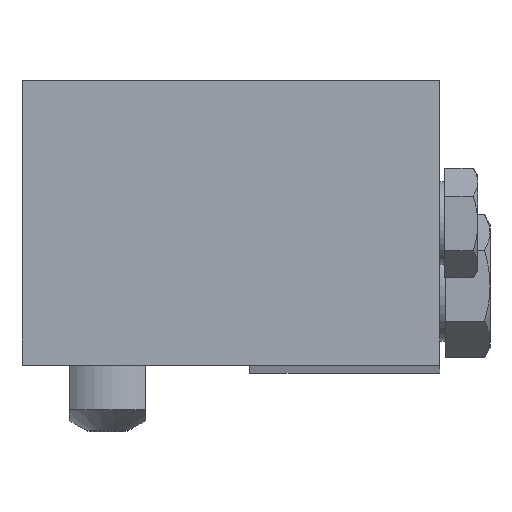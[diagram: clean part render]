
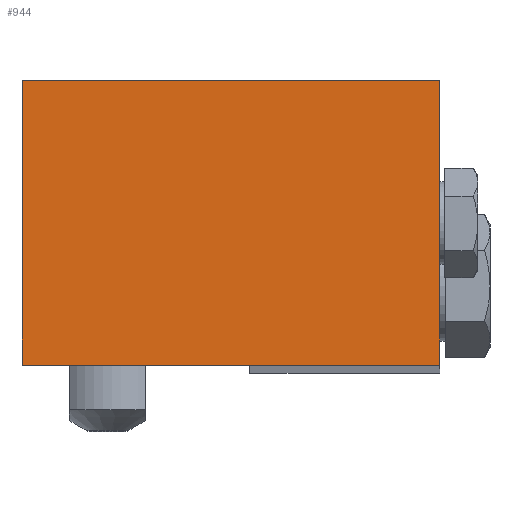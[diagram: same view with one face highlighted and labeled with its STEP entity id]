
A CAD part, top view. The second image highlights one B-rep face of the part: STEP entity #944.
In plain terms, the highlighted planar face has unit normal (0, 0, 1).
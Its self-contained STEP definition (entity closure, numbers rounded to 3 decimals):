
#105=FACE_OUTER_BOUND('',#161,.T.);
#161=EDGE_LOOP('',(#589,#590,#591,#592));
#227=LINE('',#1366,#300);
#228=LINE('',#1368,#301);
#229=LINE('',#1370,#302);
#230=LINE('',#1371,#303);
#300=VECTOR('',#1115,10.);
#301=VECTOR('',#1116,10.);
#302=VECTOR('',#1117,10.);
#303=VECTOR('',#1118,10.);
#373=VERTEX_POINT('',#1364);
#374=VERTEX_POINT('',#1365);
#375=VERTEX_POINT('',#1367);
#376=VERTEX_POINT('',#1369);
#457=EDGE_CURVE('',#373,#374,#227,.T.);
#458=EDGE_CURVE('',#375,#373,#228,.T.);
#459=EDGE_CURVE('',#376,#375,#229,.T.);
#460=EDGE_CURVE('',#374,#376,#230,.T.);
#589=ORIENTED_EDGE('',*,*,#457,.F.);
#590=ORIENTED_EDGE('',*,*,#458,.F.);
#591=ORIENTED_EDGE('',*,*,#459,.F.);
#592=ORIENTED_EDGE('',*,*,#460,.F.);
#853=PLANE('',#1023);
#944=ADVANCED_FACE('',(#105),#853,.T.);
#1023=AXIS2_PLACEMENT_3D('',#1363,#1113,#1114);
#1113=DIRECTION('center_axis',(0.,0.,1.));
#1114=DIRECTION('ref_axis',(1.,0.,0.));
#1115=DIRECTION('',(-1.,0.,0.));
#1116=DIRECTION('',(0.,-1.,0.));
#1117=DIRECTION('',(1.,0.,0.));
#1118=DIRECTION('',(0.,1.,0.));
#1363=CARTESIAN_POINT('Origin',(0.,0.,
91.));
#1364=CARTESIAN_POINT('',(10.,-15.,91.));
#1365=CARTESIAN_POINT('',(-34.,-15.,91.));
#1366=CARTESIAN_POINT('',(10.,-15.,91.));
#1367=CARTESIAN_POINT('',(10.,15.,91.));
#1368=CARTESIAN_POINT('',(10.,15.,91.));
#1369=CARTESIAN_POINT('',(-34.,15.,91.));
#1370=CARTESIAN_POINT('',(-10.,15.,91.));
#1371=CARTESIAN_POINT('',(-34.,-15.,91.));
